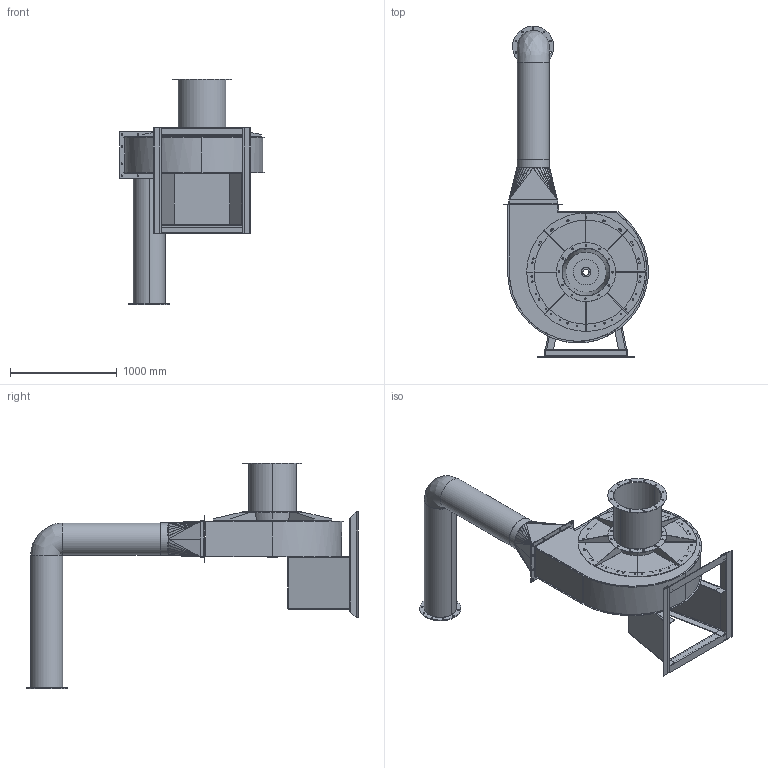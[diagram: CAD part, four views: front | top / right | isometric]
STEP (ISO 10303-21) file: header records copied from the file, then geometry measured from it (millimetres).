
FILE_DESCRIPTION(('FreeCAD Model'),'2;1');
FILE_NAME('Open CASCADE Shape Model','2025-05-07T20:57:46',('FreeCAD'),( 'FreeCAD'),'Open CASCADE STEP processor 7.6','FreeCAD','Unknown');
FILE_SCHEMA(('AUTOMOTIVE_DESIGN { 1 0 10303 214 1 1 1 1 }'));
Length unit declared in the file: millimetre
Products named in the file (1): Open CASCADE STEP translator 7.6 1
Bounding box: 1355.05 x 3105.95 x 2109.26 mm (x, y, z)
Volume: 37065083.9 mm3; surface area: 22666658.3 mm2
Topology: 51 solids, 51 shells, 1061 faces, 2398 edges, 1440 vertices
Faces by surface type: bspline 1061
Entity records: 32107 total; most frequent: CARTESIAN_POINT 17641, ORIENTED_EDGE 4796, EDGE_CURVE 2398, B_SPLINE_CURVE_WITH_KNOTS 1532, VERTEX_POINT 1440, FACE_BOUND 1276, EDGE_LOOP 1276, ADVANCED_FACE 1061
